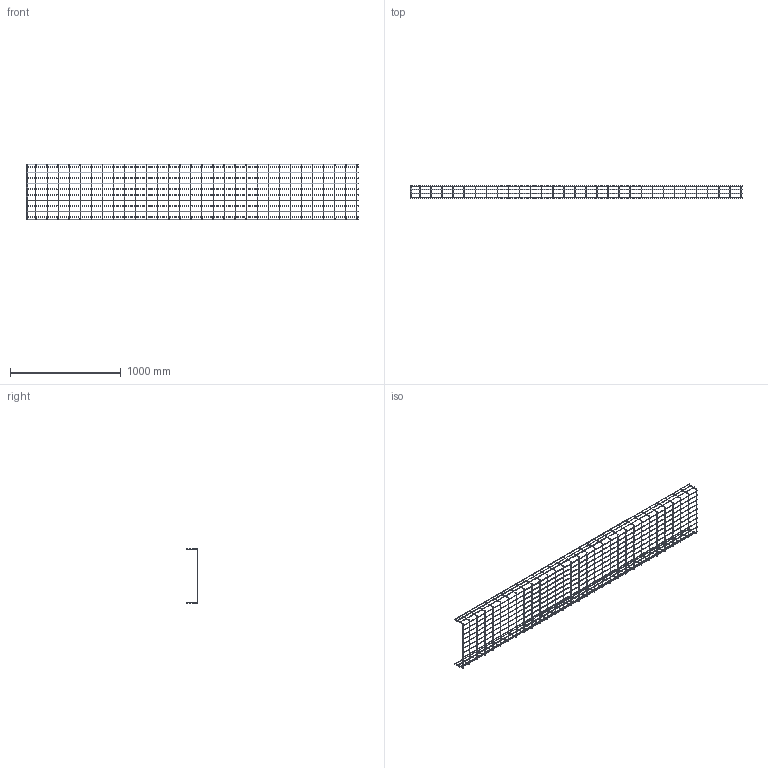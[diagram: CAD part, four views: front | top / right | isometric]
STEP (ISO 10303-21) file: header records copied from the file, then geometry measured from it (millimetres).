
FILE_DESCRIPTION (( 'STEP AP214' ), '1' );
FILE_NAME ('6002443.stp', '2016-07-14T09:32:19', ( '' ), ( '' ), 'SwSTEP 2.0', 'SolidWorks 2014', '' );
FILE_SCHEMA (( 'AUTOMOTIVE_DESIGN' ));
Length unit declared in the file: millimetre
Products named in the file (1): 6002443
Bounding box: 3000 x 107.94 x 500 mm (x, y, z)
Volume: 1210537.4 mm3; surface area: 1021397.6 mm2
Topology: 1 solids, 1 shells, 448 faces, 2912 edges, 1856 vertices
Faces by surface type: cylinder 224, torus 128, plane 96
Entity records: 55084 total; most frequent: CARTESIAN_POINT 34651, ORIENTED_EDGE 5824, EDGE_CURVE 2912, DIRECTION 2742, VERTEX_POINT 1856, B_SPLINE_CURVE_WITH_KNOTS 1408, VECTOR 928, LINE 928
